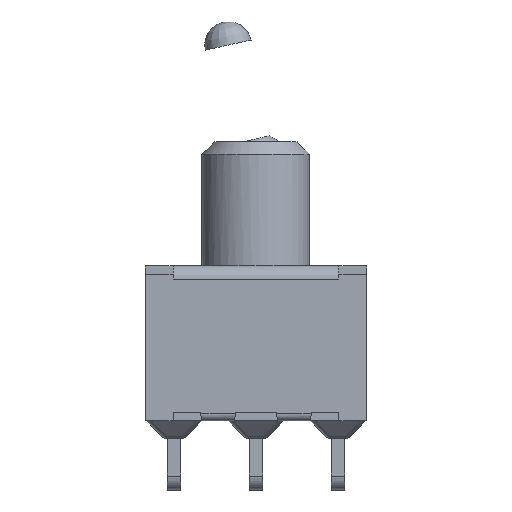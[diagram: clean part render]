
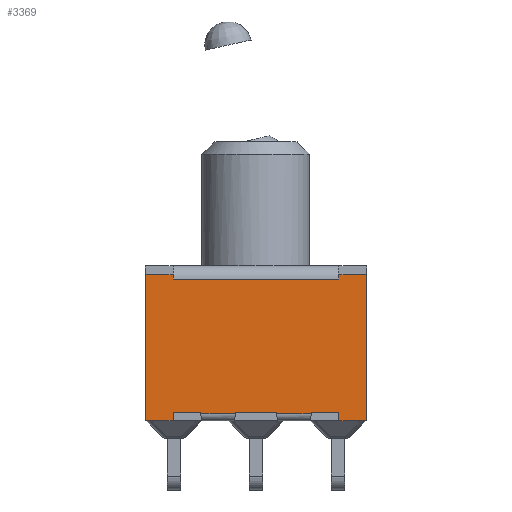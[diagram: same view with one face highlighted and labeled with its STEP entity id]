
A CAD part, front view. The second image highlights one B-rep face of the part: STEP entity #3369.
In plain terms, the highlighted planar face has unit normal (0, -1, 0).
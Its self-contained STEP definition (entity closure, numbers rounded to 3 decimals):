
#122=PLANE('',#3638);
#270=LINE('',#5035,#648);
#286=LINE('',#5067,#664);
#321=LINE('',#5180,#699);
#322=LINE('',#5185,#700);
#324=LINE('',#5190,#702);
#329=LINE('',#5199,#707);
#330=LINE('',#5203,#708);
#331=LINE('',#5204,#709);
#332=LINE('',#5205,#710);
#333=LINE('',#5207,#711);
#334=LINE('',#5209,#712);
#335=LINE('',#5211,#713);
#336=LINE('',#5213,#714);
#337=LINE('',#5215,#715);
#338=LINE('',#5216,#716);
#339=LINE('',#5218,#717);
#340=LINE('',#5220,#718);
#341=LINE('',#5222,#719);
#342=LINE('',#5224,#720);
#343=LINE('',#5225,#721);
#648=VECTOR('',#3976,1.6);
#664=VECTOR('',#3992,1.6);
#699=VECTOR('',#4093,0.11);
#700=VECTOR('',#4100,1.961);
#702=VECTOR('',#4104,0.11);
#707=VECTOR('',#4113,0.51);
#708=VECTOR('',#4116,1.6);
#709=VECTOR('',#4117,8.38);
#710=VECTOR('',#4118,1.594);
#711=VECTOR('',#4119,2.389);
#712=VECTOR('',#4120,0.11);
#713=VECTOR('',#4121,1.961);
#714=VECTOR('',#4122,0.11);
#715=VECTOR('',#4123,1.594);
#716=VECTOR('',#4124,0.51);
#717=VECTOR('',#4125,8.38);
#718=VECTOR('',#4126,1.6);
#719=VECTOR('',#4127,0.25);
#720=VECTOR('',#4128,9.5);
#721=VECTOR('',#4129,0.25);
#1034=FACE_OUTER_BOUND('',#1241,.T.);
#1241=EDGE_LOOP('',(#2516,#2517,#2518,#2519,#2520,#2521,#2522,#2523,#2524,
#2525,#2526,#2527,#2528,#2529,#2530,#2531,#2532,#2533,#2534,#2535));
#1551=VERTEX_POINT('',#5032);
#1552=VERTEX_POINT('',#5034);
#1567=VERTEX_POINT('',#5064);
#1568=VERTEX_POINT('',#5066);
#1612=VERTEX_POINT('',#5177);
#1613=VERTEX_POINT('',#5179);
#1614=VERTEX_POINT('',#5183);
#1616=VERTEX_POINT('',#5189);
#1618=VERTEX_POINT('',#5197);
#1619=VERTEX_POINT('',#5201);
#1620=VERTEX_POINT('',#5202);
#1621=VERTEX_POINT('',#5206);
#1622=VERTEX_POINT('',#5208);
#1623=VERTEX_POINT('',#5210);
#1624=VERTEX_POINT('',#5212);
#1625=VERTEX_POINT('',#5214);
#1626=VERTEX_POINT('',#5217);
#1627=VERTEX_POINT('',#5219);
#1628=VERTEX_POINT('',#5221);
#1629=VERTEX_POINT('',#5223);
#1873=EDGE_CURVE('',#1551,#1552,#270,.T.);
#1889=EDGE_CURVE('',#1567,#1568,#286,.T.);
#1946=EDGE_CURVE('',#1613,#1612,#321,.T.);
#1949=EDGE_CURVE('',#1613,#1614,#322,.T.);
#1951=EDGE_CURVE('',#1616,#1614,#324,.T.);
#1956=EDGE_CURVE('',#1551,#1618,#329,.T.);
#1957=EDGE_CURVE('',#1619,#1620,#330,.T.);
#1958=EDGE_CURVE('',#1552,#1620,#331,.T.);
#1959=EDGE_CURVE('',#1618,#1616,#332,.T.);
#1960=EDGE_CURVE('',#1612,#1621,#333,.T.);
#1961=EDGE_CURVE('',#1621,#1622,#334,.T.);
#1962=EDGE_CURVE('',#1623,#1622,#335,.T.);
#1963=EDGE_CURVE('',#1623,#1624,#336,.T.);
#1964=EDGE_CURVE('',#1624,#1625,#337,.T.);
#1965=EDGE_CURVE('',#1568,#1625,#338,.T.);
#1966=EDGE_CURVE('',#1567,#1626,#339,.T.);
#1967=EDGE_CURVE('',#1626,#1627,#340,.T.);
#1968=EDGE_CURVE('',#1628,#1627,#341,.T.);
#1969=EDGE_CURVE('',#1629,#1628,#342,.T.);
#1970=EDGE_CURVE('',#1629,#1619,#343,.T.);
#2516=ORIENTED_EDGE('',*,*,#1957,.T.);
#2517=ORIENTED_EDGE('',*,*,#1958,.F.);
#2518=ORIENTED_EDGE('',*,*,#1873,.F.);
#2519=ORIENTED_EDGE('',*,*,#1956,.T.);
#2520=ORIENTED_EDGE('',*,*,#1959,.T.);
#2521=ORIENTED_EDGE('',*,*,#1951,.T.);
#2522=ORIENTED_EDGE('',*,*,#1949,.F.);
#2523=ORIENTED_EDGE('',*,*,#1946,.T.);
#2524=ORIENTED_EDGE('',*,*,#1960,.T.);
#2525=ORIENTED_EDGE('',*,*,#1961,.T.);
#2526=ORIENTED_EDGE('',*,*,#1962,.F.);
#2527=ORIENTED_EDGE('',*,*,#1963,.T.);
#2528=ORIENTED_EDGE('',*,*,#1964,.T.);
#2529=ORIENTED_EDGE('',*,*,#1965,.F.);
#2530=ORIENTED_EDGE('',*,*,#1889,.F.);
#2531=ORIENTED_EDGE('',*,*,#1966,.T.);
#2532=ORIENTED_EDGE('',*,*,#1967,.T.);
#2533=ORIENTED_EDGE('',*,*,#1968,.F.);
#2534=ORIENTED_EDGE('',*,*,#1969,.F.);
#2535=ORIENTED_EDGE('',*,*,#1970,.T.);
#3369=ADVANCED_FACE('',(#1034),#122,.T.);
#3638=AXIS2_PLACEMENT_3D('',#5200,#4114,#4115);
#3976=DIRECTION('',(-1.,0.,0.));
#3992=DIRECTION('',(-1.,0.,0.));
#4093=DIRECTION('',(0.,0.,1.));
#4100=DIRECTION('',(-1.,0.,0.));
#4104=DIRECTION('',(0.,0.,-1.));
#4113=DIRECTION('',(0.,0.,1.));
#4114=DIRECTION('center_axis',(0.,-1.,0.));
#4115=DIRECTION('ref_axis',(0.,0.,-1.));
#4116=DIRECTION('',(-1.,0.,0.));
#4117=DIRECTION('',(0.,0.,1.));
#4118=DIRECTION('',(1.,0.,0.));
#4119=DIRECTION('',(1.,0.,0.));
#4120=DIRECTION('',(0.,0.,-1.));
#4121=DIRECTION('',(-1.,0.,0.));
#4122=DIRECTION('',(0.,0.,1.));
#4123=DIRECTION('',(1.,0.,0.));
#4124=DIRECTION('',(0.,0.,1.));
#4125=DIRECTION('',(0.,0.,1.));
#4126=DIRECTION('',(-1.,0.,0.));
#4127=DIRECTION('',(0.,0.,1.));
#4128=DIRECTION('',(1.,0.,0.));
#4129=DIRECTION('',(0.,0.,1.));
#5032=CARTESIAN_POINT('',(-4.75,-3.43,0.));
#5034=CARTESIAN_POINT('',(-6.35,-3.43,0.));
#5035=CARTESIAN_POINT('',(-4.75,-3.43,0.));
#5064=CARTESIAN_POINT('',(6.35,-3.43,0.));
#5066=CARTESIAN_POINT('',(4.75,-3.43,0.));
#5067=CARTESIAN_POINT('',(6.35,-3.43,0.));
#5177=CARTESIAN_POINT('',(-1.194,-3.43,0.51));
#5179=CARTESIAN_POINT('',(-1.194,-3.43,0.4));
#5180=CARTESIAN_POINT('',(-1.194,-3.43,0.4));
#5183=CARTESIAN_POINT('',(-3.156,-3.43,0.4));
#5185=CARTESIAN_POINT('',(-1.194,-3.43,0.4));
#5189=CARTESIAN_POINT('',(-3.156,-3.43,0.51));
#5190=CARTESIAN_POINT('',(-3.156,-3.43,0.51));
#5197=CARTESIAN_POINT('',(-4.75,-3.43,0.51));
#5199=CARTESIAN_POINT('',(-4.75,-3.43,0.));
#5200=CARTESIAN_POINT('Origin',(-6.985,-3.43,8.799));
#5201=CARTESIAN_POINT('',(-4.75,-3.43,8.38));
#5202=CARTESIAN_POINT('',(-6.35,-3.43,8.38));
#5203=CARTESIAN_POINT('',(-4.75,-3.43,8.38));
#5204=CARTESIAN_POINT('',(-6.35,-3.43,0.));
#5205=CARTESIAN_POINT('',(-4.75,-3.43,0.51));
#5206=CARTESIAN_POINT('',(1.194,-3.43,0.51));
#5207=CARTESIAN_POINT('',(-1.194,-3.43,0.51));
#5208=CARTESIAN_POINT('',(1.194,-3.43,0.4));
#5209=CARTESIAN_POINT('',(1.194,-3.43,0.51));
#5210=CARTESIAN_POINT('',(3.156,-3.43,0.4));
#5211=CARTESIAN_POINT('',(3.156,-3.43,0.4));
#5212=CARTESIAN_POINT('',(3.156,-3.43,0.51));
#5213=CARTESIAN_POINT('',(3.156,-3.43,0.4));
#5214=CARTESIAN_POINT('',(4.75,-3.43,0.51));
#5215=CARTESIAN_POINT('',(3.156,-3.43,0.51));
#5216=CARTESIAN_POINT('',(4.75,-3.43,0.));
#5217=CARTESIAN_POINT('',(6.35,-3.43,8.38));
#5218=CARTESIAN_POINT('',(6.35,-3.43,0.));
#5219=CARTESIAN_POINT('',(4.75,-3.43,8.38));
#5220=CARTESIAN_POINT('',(6.35,-3.43,8.38));
#5221=CARTESIAN_POINT('',(4.75,-3.43,8.13));
#5222=CARTESIAN_POINT('',(4.75,-3.43,8.13));
#5223=CARTESIAN_POINT('',(-4.75,-3.43,8.13));
#5224=CARTESIAN_POINT('',(-4.75,-3.43,8.13));
#5225=CARTESIAN_POINT('',(-4.75,-3.43,8.13));
